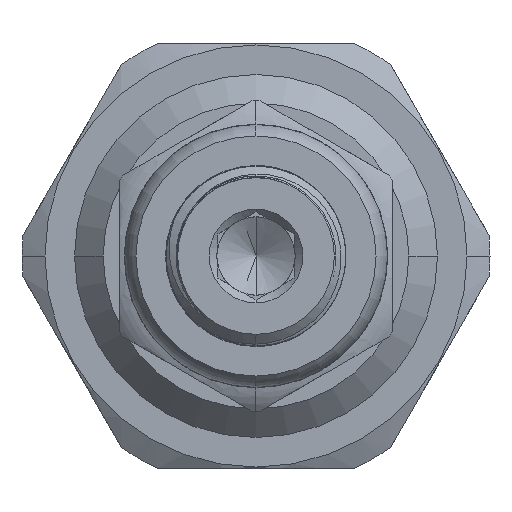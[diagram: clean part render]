
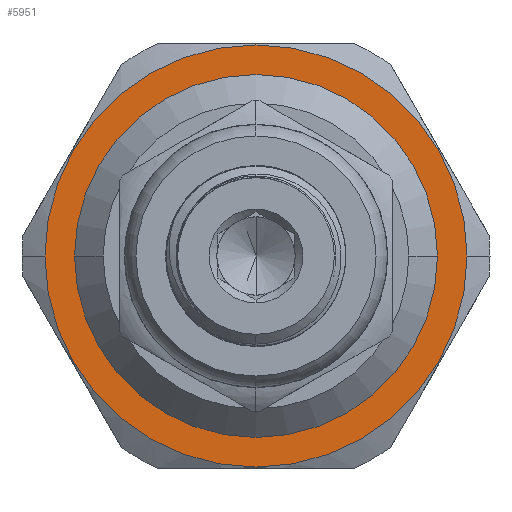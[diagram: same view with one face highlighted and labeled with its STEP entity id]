
A CAD part, left-side view. The second image highlights one B-rep face of the part: STEP entity #5951.
In plain terms, the highlighted planar face has unit normal (-1, 0, 0).
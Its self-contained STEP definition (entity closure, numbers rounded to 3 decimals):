
#604 = DIRECTION ( 'NONE',  ( -1., 0., 0. ) ) ;
#988 = DIRECTION ( 'NONE',  ( 1., 0., 0. ) ) ;
#1360 = DIRECTION ( 'NONE',  ( 1., 0., 0. ) ) ;
#2052 = EDGE_CURVE ( 'NONE', #8557, #10273, #2055, .T. ) ;
#2055 = CIRCLE ( 'NONE', #6078, 11.05 ) ;
#2065 = ORIENTED_EDGE ( 'NONE', *, *, #2052, .F. ) ;
#2078 = DIRECTION ( 'NONE',  ( 0., -1., 0. ) ) ;
#2234 = ORIENTED_EDGE ( 'NONE', *, *, #5031, .T. ) ;
#2521 = CIRCLE ( 'NONE', #3080, 11.05 ) ;
#2723 = EDGE_LOOP ( 'NONE', ( #2234, #10471 ) ) ;
#3080 = AXIS2_PLACEMENT_3D ( 'NONE', #14662, #12289, #2078 ) ;
#3203 = DIRECTION ( 'NONE',  ( 1., 0., 0. ) ) ;
#3907 = DIRECTION ( 'NONE',  ( 0., -1., 0. ) ) ;
#4626 = ORIENTED_EDGE ( 'NONE', *, *, #10955, .F. ) ;
#5031 = EDGE_CURVE ( 'NONE', #6173, #15933, #11794, .T. ) ;
#5335 = DIRECTION ( 'NONE',  ( 0., 1., 0. ) ) ;
#5452 = CARTESIAN_POINT ( 'NONE',  ( 12., 9.5, 0. ) ) ;
#5951 = ADVANCED_FACE ( 'NONE', ( #7545, #12582 ), #14667, .T. ) ;
#6078 = AXIS2_PLACEMENT_3D ( 'NONE', #16385, #988, #10013 ) ;
#6173 = VERTEX_POINT ( 'NONE', #7409 ) ;
#6397 = CARTESIAN_POINT ( 'NONE',  ( 12., -11.05, 0. ) ) ;
#6823 = CARTESIAN_POINT ( 'NONE',  ( 12., 0., 0. ) ) ;
#7409 = CARTESIAN_POINT ( 'NONE',  ( 12., -9.5, 0. ) ) ;
#7520 = CIRCLE ( 'NONE', #13098, 9.5 ) ;
#7545 = FACE_BOUND ( 'NONE', #2723, .T. ) ;
#7595 = EDGE_LOOP ( 'NONE', ( #2065, #4626 ) ) ;
#7802 = AXIS2_PLACEMENT_3D ( 'NONE', #9287, #604, #5335 ) ;
#7927 = CARTESIAN_POINT ( 'NONE',  ( 12., 0., 0. ) ) ;
#8233 = EDGE_CURVE ( 'NONE', #15933, #6173, #7520, .T. ) ;
#8557 = VERTEX_POINT ( 'NONE', #6397 ) ;
#9287 = CARTESIAN_POINT ( 'NONE',  ( 12., 0., -9.5 ) ) ;
#10013 = DIRECTION ( 'NONE',  ( 0., -1., 0. ) ) ;
#10273 = VERTEX_POINT ( 'NONE', #13251 ) ;
#10471 = ORIENTED_EDGE ( 'NONE', *, *, #8233, .T. ) ;
#10827 = DIRECTION ( 'NONE',  ( 0., -1., 0. ) ) ;
#10955 = EDGE_CURVE ( 'NONE', #10273, #8557, #2521, .T. ) ;
#11794 = CIRCLE ( 'NONE', #15523, 9.5 ) ;
#12289 = DIRECTION ( 'NONE',  ( 1., 0., 0. ) ) ;
#12582 = FACE_OUTER_BOUND ( 'NONE', #7595, .T. ) ;
#13098 = AXIS2_PLACEMENT_3D ( 'NONE', #7927, #1360, #3907 ) ;
#13251 = CARTESIAN_POINT ( 'NONE',  ( 12., 11.05, 0. ) ) ;
#14662 = CARTESIAN_POINT ( 'NONE',  ( 12., 0., 0. ) ) ;
#14667 = PLANE ( 'NONE',  #7802 ) ;
#15523 = AXIS2_PLACEMENT_3D ( 'NONE', #6823, #3203, #10827 ) ;
#15933 = VERTEX_POINT ( 'NONE', #5452 ) ;
#16385 = CARTESIAN_POINT ( 'NONE',  ( 12., 0., 0. ) ) ;
